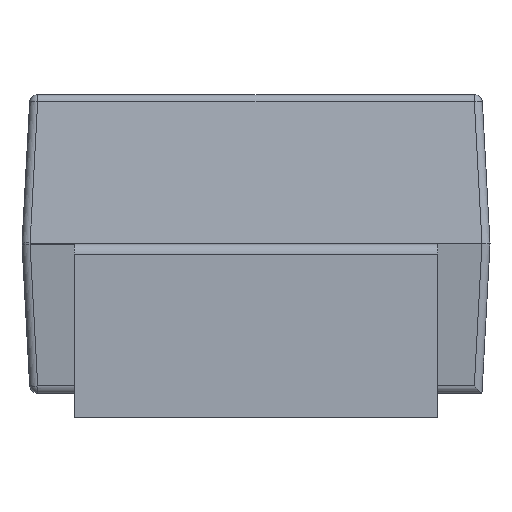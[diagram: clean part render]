
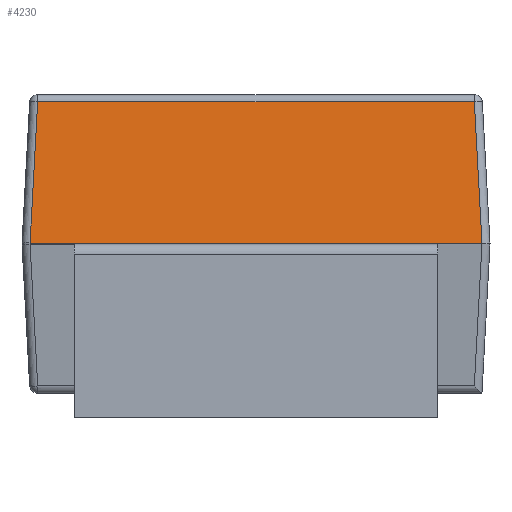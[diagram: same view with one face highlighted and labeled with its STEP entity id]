
A CAD part, front view. The second image highlights one B-rep face of the part: STEP entity #4230.
In plain terms, the highlighted planar face has unit normal (0, -0.994, 0.107).
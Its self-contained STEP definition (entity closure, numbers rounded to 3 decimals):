
#239=PLANE('',#4451);
#467=FACE_OUTER_BOUND('',#711,.T.);
#711=EDGE_LOOP('',(#3788,#3789,#3790,#3791,#3792,#3793,#3794));
#1089=LINE('',#7478,#1518);
#1109=LINE('',#7576,#1538);
#1111=LINE('',#7579,#1540);
#1112=LINE('',#7581,#1541);
#1113=LINE('',#7584,#1542);
#1114=LINE('',#7586,#1543);
#1115=LINE('',#7587,#1544);
#1518=VECTOR('',#5064,10.);
#1538=VECTOR('',#5196,10.);
#1540=VECTOR('',#5200,10.);
#1541=VECTOR('',#5203,10.);
#1542=VECTOR('',#5206,10.);
#1543=VECTOR('',#5207,10.);
#1544=VECTOR('',#5208,10.);
#2067=VERTEX_POINT('',#7470);
#2070=VERTEX_POINT('',#7476);
#2088=VERTEX_POINT('',#7558);
#2089=VERTEX_POINT('',#7564);
#2091=VERTEX_POINT('',#7573);
#2093=VERTEX_POINT('',#7583);
#2094=VERTEX_POINT('',#7585);
#2619=EDGE_CURVE('',#2070,#2067,#1089,.T.);
#2671=EDGE_CURVE('',#2091,#2089,#1109,.T.);
#2673=EDGE_CURVE('',#2089,#2088,#1111,.T.);
#2674=EDGE_CURVE('',#2088,#2070,#1112,.T.);
#2675=EDGE_CURVE('',#2093,#2091,#1113,.T.);
#2676=EDGE_CURVE('',#2094,#2093,#1114,.T.);
#2677=EDGE_CURVE('',#2067,#2094,#1115,.T.);
#3788=ORIENTED_EDGE('',*,*,#2619,.F.);
#3789=ORIENTED_EDGE('',*,*,#2674,.F.);
#3790=ORIENTED_EDGE('',*,*,#2673,.F.);
#3791=ORIENTED_EDGE('',*,*,#2671,.F.);
#3792=ORIENTED_EDGE('',*,*,#2675,.F.);
#3793=ORIENTED_EDGE('',*,*,#2676,.F.);
#3794=ORIENTED_EDGE('',*,*,#2677,.F.);
#4230=ADVANCED_FACE('',(#467),#239,.F.);
#4451=AXIS2_PLACEMENT_3D('',#7582,#5204,#5205);
#5064=DIRECTION('',(0.054,-0.107,-0.993));
#5196=DIRECTION('',(-1.,0.,0.));
#5200=DIRECTION('',(0.054,0.107,0.993));
#5203=DIRECTION('',(1.,0.,0.));
#5204=DIRECTION('center_axis',(0.,0.994,-0.107));
#5205=DIRECTION('ref_axis',(0.,0.107,0.994));
#5206=DIRECTION('',(0.,0.107,0.994));
#5207=DIRECTION('',(-1.,0.,0.));
#5208=DIRECTION('',(-1.,0.,0.));
#7470=CARTESIAN_POINT('',(1.4,-1.8,1.075));
#7476=CARTESIAN_POINT('',(1.353,-1.705,1.955));
#7478=CARTESIAN_POINT('',(1.368,-1.736,1.664));
#7558=CARTESIAN_POINT('',(-1.353,-1.705,1.955));
#7564=CARTESIAN_POINT('',(-1.4,-1.799,1.08));
#7573=CARTESIAN_POINT('',(-1.125,-1.799,1.08));
#7576=CARTESIAN_POINT('',(0.,-1.799,1.08));
#7579=CARTESIAN_POINT('',(-1.393,-1.786,1.207));
#7581=CARTESIAN_POINT('',(-0.7,-1.705,1.955));
#7582=CARTESIAN_POINT('Origin',(0.,-1.8,1.075));
#7583=CARTESIAN_POINT('',(-1.125,-1.8,1.075));
#7584=CARTESIAN_POINT('',(-1.125,-1.857,0.547));
#7585=CARTESIAN_POINT('',(1.125,-1.8,1.075));
#7586=CARTESIAN_POINT('',(0.,-1.8,1.075));
#7587=CARTESIAN_POINT('',(0.,-1.8,1.075));
